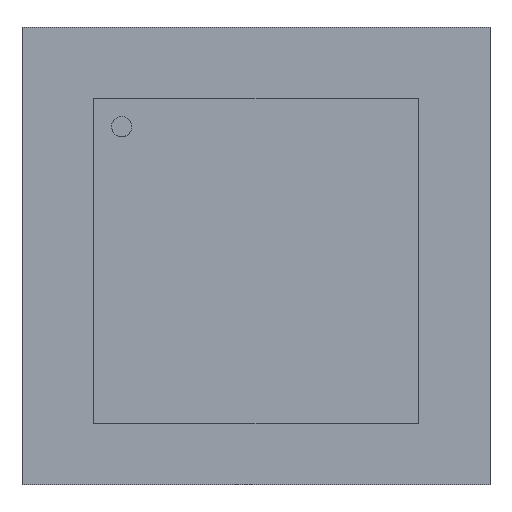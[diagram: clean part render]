
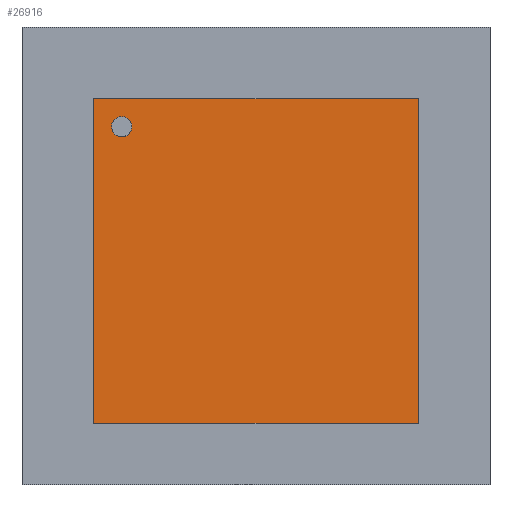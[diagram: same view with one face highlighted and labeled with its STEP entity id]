
A CAD part, top view. The second image highlights one B-rep face of the part: STEP entity #26916.
In plain terms, the highlighted free-form (B-spline) face has degree [1, 1] with [2, 2] control points.
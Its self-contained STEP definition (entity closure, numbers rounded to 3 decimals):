
#236 = B_SPLINE_SURFACE_WITH_KNOTS('',1,1,(
    (#237,#238)
    ,(#239,#240
    )),.UNSPECIFIED.,.F.,.F.,.F.,(2,2),(2,2),(0.,0.85),(0.,7.98),
  .PIECEWISE_BEZIER_KNOTS.);
#237 = CARTESIAN_POINT('',(-3.99,3.99,0.02));
#238 = CARTESIAN_POINT('',(-3.99,-3.99,0.02));
#239 = CARTESIAN_POINT('',(-3.99,3.99,0.87));
#240 = CARTESIAN_POINT('',(-3.99,-3.99,0.87));
#470 = B_SPLINE_SURFACE_WITH_KNOTS('',1,1,(
    (#471,#472)
    ,(#473,#474
    )),.UNSPECIFIED.,.F.,.F.,.F.,(2,2),(2,2),(0.,0.85),(-7.98,0.),
  .PIECEWISE_BEZIER_KNOTS.);
#471 = CARTESIAN_POINT('',(3.99,3.99,0.02));
#472 = CARTESIAN_POINT('',(-3.99,3.99,0.02));
#473 = CARTESIAN_POINT('',(3.99,3.99,0.87));
#474 = CARTESIAN_POINT('',(-3.99,3.99,0.87));
#2296 = B_SPLINE_SURFACE_WITH_KNOTS('',1,1,(
    (#2297,#2298)
    ,(#2299,#2300
    )),.UNSPECIFIED.,.F.,.F.,.F.,(2,2),(2,2),(0.,0.85),(-7.98,0.),
  .PIECEWISE_BEZIER_KNOTS.);
#2297 = CARTESIAN_POINT('',(3.99,-3.99,0.02));
#2298 = CARTESIAN_POINT('',(-3.99,-3.99,0.02));
#2299 = CARTESIAN_POINT('',(3.99,-3.99,0.87));
#2300 = CARTESIAN_POINT('',(-3.99,-3.99,0.87));
#4191 = B_SPLINE_SURFACE_WITH_KNOTS('',1,1,(
    (#4192,#4193)
    ,(#4194,#4195
    )),.UNSPECIFIED.,.F.,.F.,.F.,(2,2),(2,2),(0.,0.85),(0.,7.98),
  .PIECEWISE_BEZIER_KNOTS.);
#4192 = CARTESIAN_POINT('',(3.99,3.99,0.02));
#4193 = CARTESIAN_POINT('',(3.99,-3.99,0.02));
#4194 = CARTESIAN_POINT('',(3.99,3.99,0.87));
#4195 = CARTESIAN_POINT('',(3.99,-3.99,0.87));
#8072 = VERTEX_POINT('',#8073);
#8073 = CARTESIAN_POINT('',(-3.99,3.99,0.87));
#8091 = EDGE_CURVE('',#8072,#8092,#8094,.T.);
#8092 = VERTEX_POINT('',#8093);
#8093 = CARTESIAN_POINT('',(-3.99,-3.99,0.87));
#8094 = SURFACE_CURVE('',#8095,(#8098,#8104),.PCURVE_S1.);
#8095 = B_SPLINE_CURVE_WITH_KNOTS('',1,(#8096,#8097),.UNSPECIFIED.,.F.,
  .F.,(2,2),(0.,7.98),.PIECEWISE_BEZIER_KNOTS.);
#8096 = CARTESIAN_POINT('',(-3.99,3.99,0.87));
#8097 = CARTESIAN_POINT('',(-3.99,-3.99,0.87));
#8098 = PCURVE('',#236,#8099);
#8099 = DEFINITIONAL_REPRESENTATION('',(#8100),#8103);
#8100 = B_SPLINE_CURVE_WITH_KNOTS('',1,(#8101,#8102),.UNSPECIFIED.,.F.,
  .F.,(2,2),(0.,7.98),.PIECEWISE_BEZIER_KNOTS.);
#8101 = CARTESIAN_POINT('',(0.85,0.));
#8102 = CARTESIAN_POINT('',(0.85,7.98));
#8103 = ( GEOMETRIC_REPRESENTATION_CONTEXT(2) 
PARAMETRIC_REPRESENTATION_CONTEXT() REPRESENTATION_CONTEXT('2D SPACE',''
  ) );
#8104 = PCURVE('',#8105,#8110);
#8105 = B_SPLINE_SURFACE_WITH_KNOTS('',1,1,(
    (#8106,#8107)
    ,(#8108,#8109
    )),.UNSPECIFIED.,.F.,.F.,.F.,(2,2),(2,2),(0.,7.98),(
    0.,7.98),.PIECEWISE_BEZIER_KNOTS.);
#8106 = CARTESIAN_POINT('',(-3.99,3.99,0.87));
#8107 = CARTESIAN_POINT('',(3.99,3.99,0.87));
#8108 = CARTESIAN_POINT('',(-3.99,-3.99,0.87));
#8109 = CARTESIAN_POINT('',(3.99,-3.99,0.87));
#8110 = DEFINITIONAL_REPRESENTATION('',(#8111),#8114);
#8111 = B_SPLINE_CURVE_WITH_KNOTS('',1,(#8112,#8113),.UNSPECIFIED.,.F.,
  .F.,(2,2),(0.,7.98),.PIECEWISE_BEZIER_KNOTS.);
#8112 = CARTESIAN_POINT('',(0.,0.));
#8113 = CARTESIAN_POINT('',(7.98,0.));
#8114 = ( GEOMETRIC_REPRESENTATION_CONTEXT(2) 
PARAMETRIC_REPRESENTATION_CONTEXT() REPRESENTATION_CONTEXT('2D SPACE',''
  ) );
#9189 = EDGE_CURVE('',#8072,#9190,#9192,.T.);
#9190 = VERTEX_POINT('',#9191);
#9191 = CARTESIAN_POINT('',(3.99,3.99,0.87));
#9192 = SURFACE_CURVE('',#9193,(#9196,#9202),.PCURVE_S1.);
#9193 = B_SPLINE_CURVE_WITH_KNOTS('',1,(#9194,#9195),.UNSPECIFIED.,.F.,
  .F.,(2,2),(0.,7.98),.PIECEWISE_BEZIER_KNOTS.);
#9194 = CARTESIAN_POINT('',(-3.99,3.99,0.87));
#9195 = CARTESIAN_POINT('',(3.99,3.99,0.87));
#9196 = PCURVE('',#470,#9197);
#9197 = DEFINITIONAL_REPRESENTATION('',(#9198),#9201);
#9198 = B_SPLINE_CURVE_WITH_KNOTS('',1,(#9199,#9200),.UNSPECIFIED.,.F.,
  .F.,(2,2),(0.,7.98),.PIECEWISE_BEZIER_KNOTS.);
#9199 = CARTESIAN_POINT('',(0.85,0.));
#9200 = CARTESIAN_POINT('',(0.85,-7.98));
#9201 = ( GEOMETRIC_REPRESENTATION_CONTEXT(2) 
PARAMETRIC_REPRESENTATION_CONTEXT() REPRESENTATION_CONTEXT('2D SPACE',''
  ) );
#9202 = PCURVE('',#8105,#9203);
#9203 = DEFINITIONAL_REPRESENTATION('',(#9204),#9207);
#9204 = B_SPLINE_CURVE_WITH_KNOTS('',1,(#9205,#9206),.UNSPECIFIED.,.F.,
  .F.,(2,2),(0.,7.98),.PIECEWISE_BEZIER_KNOTS.);
#9205 = CARTESIAN_POINT('',(0.,0.));
#9206 = CARTESIAN_POINT('',(0.,7.98));
#9207 = ( GEOMETRIC_REPRESENTATION_CONTEXT(2) 
PARAMETRIC_REPRESENTATION_CONTEXT() REPRESENTATION_CONTEXT('2D SPACE',''
  ) );
#17285 = EDGE_CURVE('',#9190,#17286,#17288,.T.);
#17286 = VERTEX_POINT('',#17287);
#17287 = CARTESIAN_POINT('',(3.99,-3.99,0.87));
#17288 = SURFACE_CURVE('',#17289,(#17292,#17298),.PCURVE_S1.);
#17289 = B_SPLINE_CURVE_WITH_KNOTS('',1,(#17290,#17291),.UNSPECIFIED.,
  .F.,.F.,(2,2),(0.,7.98),.PIECEWISE_BEZIER_KNOTS.);
#17290 = CARTESIAN_POINT('',(3.99,3.99,0.87));
#17291 = CARTESIAN_POINT('',(3.99,-3.99,0.87));
#17292 = PCURVE('',#4191,#17293);
#17293 = DEFINITIONAL_REPRESENTATION('',(#17294),#17297);
#17294 = B_SPLINE_CURVE_WITH_KNOTS('',1,(#17295,#17296),.UNSPECIFIED.,
  .F.,.F.,(2,2),(0.,7.98),.PIECEWISE_BEZIER_KNOTS.);
#17295 = CARTESIAN_POINT('',(0.85,0.));
#17296 = CARTESIAN_POINT('',(0.85,7.98));
#17297 = ( GEOMETRIC_REPRESENTATION_CONTEXT(2) 
PARAMETRIC_REPRESENTATION_CONTEXT() REPRESENTATION_CONTEXT('2D SPACE',''
  ) );
#17298 = PCURVE('',#8105,#17299);
#17299 = DEFINITIONAL_REPRESENTATION('',(#17300),#17303);
#17300 = B_SPLINE_CURVE_WITH_KNOTS('',1,(#17301,#17302),.UNSPECIFIED.,
  .F.,.F.,(2,2),(0.,7.98),.PIECEWISE_BEZIER_KNOTS.);
#17301 = CARTESIAN_POINT('',(0.,7.98));
#17302 = CARTESIAN_POINT('',(7.98,7.98));
#17303 = ( GEOMETRIC_REPRESENTATION_CONTEXT(2) 
PARAMETRIC_REPRESENTATION_CONTEXT() REPRESENTATION_CONTEXT('2D SPACE',''
  ) );
#18414 = EDGE_CURVE('',#8092,#17286,#18415,.T.);
#18415 = SURFACE_CURVE('',#18416,(#18419,#18425),.PCURVE_S1.);
#18416 = B_SPLINE_CURVE_WITH_KNOTS('',1,(#18417,#18418),.UNSPECIFIED.,
  .F.,.F.,(2,2),(0.,7.98),.PIECEWISE_BEZIER_KNOTS.);
#18417 = CARTESIAN_POINT('',(-3.99,-3.99,0.87));
#18418 = CARTESIAN_POINT('',(3.99,-3.99,0.87));
#18419 = PCURVE('',#2296,#18420);
#18420 = DEFINITIONAL_REPRESENTATION('',(#18421),#18424);
#18421 = B_SPLINE_CURVE_WITH_KNOTS('',1,(#18422,#18423),.UNSPECIFIED.,
  .F.,.F.,(2,2),(0.,7.98),.PIECEWISE_BEZIER_KNOTS.);
#18422 = CARTESIAN_POINT('',(0.85,0.));
#18423 = CARTESIAN_POINT('',(0.85,-7.98));
#18424 = ( GEOMETRIC_REPRESENTATION_CONTEXT(2) 
PARAMETRIC_REPRESENTATION_CONTEXT() REPRESENTATION_CONTEXT('2D SPACE',''
  ) );
#18425 = PCURVE('',#8105,#18426);
#18426 = DEFINITIONAL_REPRESENTATION('',(#18427),#18430);
#18427 = B_SPLINE_CURVE_WITH_KNOTS('',1,(#18428,#18429),.UNSPECIFIED.,
  .F.,.F.,(2,2),(0.,7.98),.PIECEWISE_BEZIER_KNOTS.);
#18428 = CARTESIAN_POINT('',(7.98,0.));
#18429 = CARTESIAN_POINT('',(7.98,7.98));
#18430 = ( GEOMETRIC_REPRESENTATION_CONTEXT(2) 
PARAMETRIC_REPRESENTATION_CONTEXT() REPRESENTATION_CONTEXT('2D SPACE',''
  ) );
#26916 = ADVANCED_FACE('',(#26917,#26923),#8105,.T.);
#26917 = FACE_BOUND('',#26918,.T.);
#26918 = EDGE_LOOP('',(#26919,#26920,#26921,#26922));
#26919 = ORIENTED_EDGE('',*,*,#9189,.F.);
#26920 = ORIENTED_EDGE('',*,*,#8091,.T.);
#26921 = ORIENTED_EDGE('',*,*,#18414,.T.);
#26922 = ORIENTED_EDGE('',*,*,#17285,.F.);
#26923 = FACE_BOUND('',#26924,.T.);
#26924 = EDGE_LOOP('',(#26925));
#26925 = ORIENTED_EDGE('',*,*,#26926,.T.);
#26926 = EDGE_CURVE('',#26927,#26927,#26929,.T.);
#26927 = VERTEX_POINT('',#26928);
#26928 = CARTESIAN_POINT('',(-3.3,3.05,0.87));
#26929 = SURFACE_CURVE('',#26930,(#26938,#26949),.PCURVE_S1.);
#26930 = ( BOUNDED_CURVE() B_SPLINE_CURVE(2,(#26931,#26932,#26933,#26934
    ,#26935,#26936,#26937),.UNSPECIFIED.,.T.,.F.) 
B_SPLINE_CURVE_WITH_KNOTS((1,2,2,2,2,1),(-2.094,0.,
    2.094,4.189,6.283,8.378),
.UNSPECIFIED.) CURVE() GEOMETRIC_REPRESENTATION_ITEM() 
RATIONAL_B_SPLINE_CURVE((1.,0.5,1.,0.5,1.,0.5,1.)) REPRESENTATION_ITEM(
  '') );
#26931 = CARTESIAN_POINT('',(-3.3,3.05,0.87));
#26932 = CARTESIAN_POINT('',(-3.733,3.05,0.87));
#26933 = CARTESIAN_POINT('',(-3.517,3.425,0.87));
#26934 = CARTESIAN_POINT('',(-3.3,3.8,0.87));
#26935 = CARTESIAN_POINT('',(-3.083,3.425,0.87));
#26936 = CARTESIAN_POINT('',(-2.867,3.05,0.87));
#26937 = CARTESIAN_POINT('',(-3.3,3.05,0.87));
#26938 = PCURVE('',#8105,#26939);
#26939 = DEFINITIONAL_REPRESENTATION('',(#26940),#26948);
#26940 = ( BOUNDED_CURVE() B_SPLINE_CURVE(2,(#26941,#26942,#26943,#26944
    ,#26945,#26946,#26947),.UNSPECIFIED.,.T.,.F.) 
B_SPLINE_CURVE_WITH_KNOTS((3,2,2,3),(0.,2.094,4.189,
6.283),.PIECEWISE_BEZIER_KNOTS.) CURVE() 
GEOMETRIC_REPRESENTATION_ITEM() RATIONAL_B_SPLINE_CURVE((1.,0.5,1.,0.5,
1.,0.5,1.)) REPRESENTATION_ITEM('') );
#26941 = CARTESIAN_POINT('',(0.94,0.69));
#26942 = CARTESIAN_POINT('',(0.94,0.257));
#26943 = CARTESIAN_POINT('',(0.565,0.473));
#26944 = CARTESIAN_POINT('',(0.19,0.69));
#26945 = CARTESIAN_POINT('',(0.565,0.907));
#26946 = CARTESIAN_POINT('',(0.94,1.123));
#26947 = CARTESIAN_POINT('',(0.94,0.69));
#26948 = ( GEOMETRIC_REPRESENTATION_CONTEXT(2) 
PARAMETRIC_REPRESENTATION_CONTEXT() REPRESENTATION_CONTEXT('2D SPACE',''
  ) );
#26949 = PCURVE('',#26950,#26965);
#26950 = ( BOUNDED_SURFACE() B_SPLINE_SURFACE(2,1,(
    (#26951,#26952)
    ,(#26953,#26954)
    ,(#26955,#26956)
    ,(#26957,#26958)
    ,(#26959,#26960)
    ,(#26961,#26962)
    ,(#26963,#26964
)),.UNSPECIFIED.,.T.,.F.,.F.) B_SPLINE_SURFACE_WITH_KNOTS((1,2,2,2,2,1),
  (2,2),(-2.094,0.,2.094,4.189,6.283,
    8.378),(0.01,0.02),.UNSPECIFIED.) 
GEOMETRIC_REPRESENTATION_ITEM() RATIONAL_B_SPLINE_SURFACE((
    (1.,1.)
    ,(0.5,0.5)
    ,(1.,1.)
    ,(0.5,0.5)
    ,(1.,1.)
    ,(0.5,0.5)
,(1.,1.))) REPRESENTATION_ITEM('') SURFACE() );
#26951 = CARTESIAN_POINT('',(-3.3,3.05,0.87));
#26952 = CARTESIAN_POINT('',(-3.3,3.05,0.86));
#26953 = CARTESIAN_POINT('',(-3.733,3.05,0.87));
#26954 = CARTESIAN_POINT('',(-3.733,3.05,0.86));
#26955 = CARTESIAN_POINT('',(-3.517,3.425,0.87));
#26956 = CARTESIAN_POINT('',(-3.517,3.425,0.86));
#26957 = CARTESIAN_POINT('',(-3.3,3.8,0.87));
#26958 = CARTESIAN_POINT('',(-3.3,3.8,0.86));
#26959 = CARTESIAN_POINT('',(-3.083,3.425,0.87));
#26960 = CARTESIAN_POINT('',(-3.083,3.425,0.86));
#26961 = CARTESIAN_POINT('',(-2.867,3.05,0.87));
#26962 = CARTESIAN_POINT('',(-2.867,3.05,0.86));
#26963 = CARTESIAN_POINT('',(-3.3,3.05,0.87));
#26964 = CARTESIAN_POINT('',(-3.3,3.05,0.86));
#26965 = DEFINITIONAL_REPRESENTATION('',(#26966),#26974);
#26966 = B_SPLINE_CURVE_WITH_KNOTS('',2,(#26967,#26968,#26969,#26970,
    #26971,#26972,#26973),.UNSPECIFIED.,.F.,.F.,(3,2,2,3),(0.,
    2.094,4.189,6.283),
  .PIECEWISE_BEZIER_KNOTS.);
#26967 = CARTESIAN_POINT('',(0.,0.01));
#26968 = CARTESIAN_POINT('',(1.047,0.01));
#26969 = CARTESIAN_POINT('',(2.094,0.01));
#26970 = CARTESIAN_POINT('',(3.142,0.01));
#26971 = CARTESIAN_POINT('',(4.189,0.01));
#26972 = CARTESIAN_POINT('',(5.236,0.01));
#26973 = CARTESIAN_POINT('',(6.283,0.01));
#26974 = ( GEOMETRIC_REPRESENTATION_CONTEXT(2) 
PARAMETRIC_REPRESENTATION_CONTEXT() REPRESENTATION_CONTEXT('2D SPACE',''
  ) );
